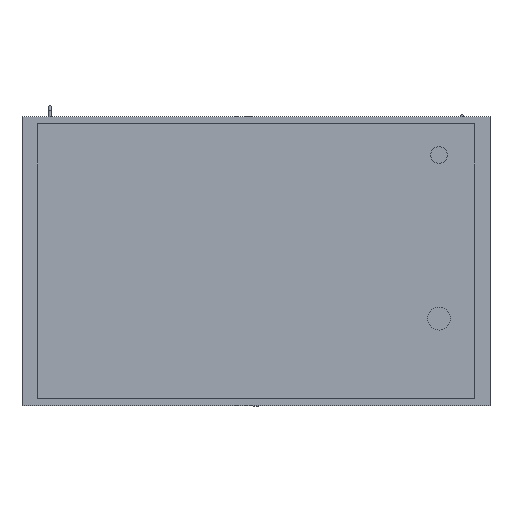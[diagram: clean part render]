
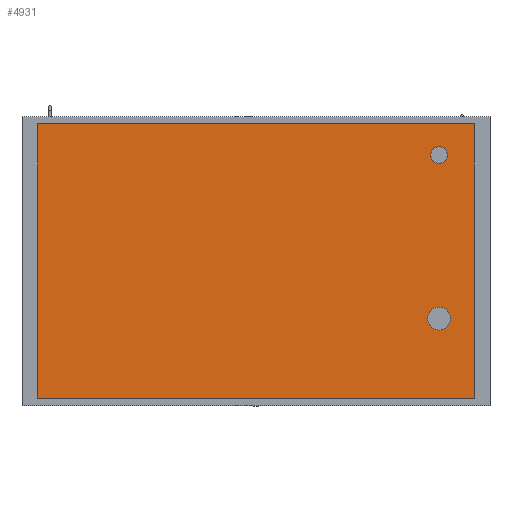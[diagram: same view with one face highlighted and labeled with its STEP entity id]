
A CAD part, front view. The second image highlights one B-rep face of the part: STEP entity #4931.
In plain terms, the highlighted planar face has unit normal (0, -1, 0).
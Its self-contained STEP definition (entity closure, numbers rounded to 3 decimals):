
#266=FACE_OUTER_BOUND('',#573,.T.);
#573=EDGE_LOOP('',(#3294,#3295,#3296,#3297));
#888=LINE('',#7169,#1484);
#892=LINE('',#7177,#1488);
#895=LINE('',#7183,#1491);
#898=LINE('',#7188,#1494);
#1484=VECTOR('',#5728,10.);
#1488=VECTOR('',#5734,10.);
#1491=VECTOR('',#5739,10.);
#1494=VECTOR('',#5744,10.);
#2076=VERTEX_POINT('',#7167);
#2077=VERTEX_POINT('',#7168);
#2080=VERTEX_POINT('',#7176);
#2082=VERTEX_POINT('',#7182);
#2552=EDGE_CURVE('',#2076,#2077,#888,.T.);
#2556=EDGE_CURVE('',#2080,#2076,#892,.T.);
#2559=EDGE_CURVE('',#2082,#2080,#895,.T.);
#2562=EDGE_CURVE('',#2077,#2082,#898,.T.);
#3294=ORIENTED_EDGE('',*,*,#2562,.F.);
#3295=ORIENTED_EDGE('',*,*,#2552,.F.);
#3296=ORIENTED_EDGE('',*,*,#2556,.F.);
#3297=ORIENTED_EDGE('',*,*,#2559,.F.);
#4680=PLANE('',#5292);
#4931=ADVANCED_FACE('',(#266),#4680,.F.);
#5292=AXIS2_PLACEMENT_3D('',#7191,#5748,#5749);
#5728=DIRECTION('',(0.,0.,1.));
#5734=DIRECTION('',(-1.,0.,0.));
#5739=DIRECTION('',(0.,0.,-1.));
#5744=DIRECTION('',(1.,0.,0.));
#5748=DIRECTION('center_axis',(0.,1.,0.));
#5749=DIRECTION('ref_axis',(0.,0.,1.));
#7167=CARTESIAN_POINT('',(-525.,0.,-330.));
#7168=CARTESIAN_POINT('',(-525.,0.,330.));
#7169=CARTESIAN_POINT('',(-525.,0.,-330.));
#7176=CARTESIAN_POINT('',(525.,0.,-330.));
#7177=CARTESIAN_POINT('',(525.,0.,-330.));
#7182=CARTESIAN_POINT('',(525.,0.,330.));
#7183=CARTESIAN_POINT('',(525.,0.,330.));
#7188=CARTESIAN_POINT('',(-525.,0.,330.));
#7191=CARTESIAN_POINT('Origin',(0.,0.,0.));
